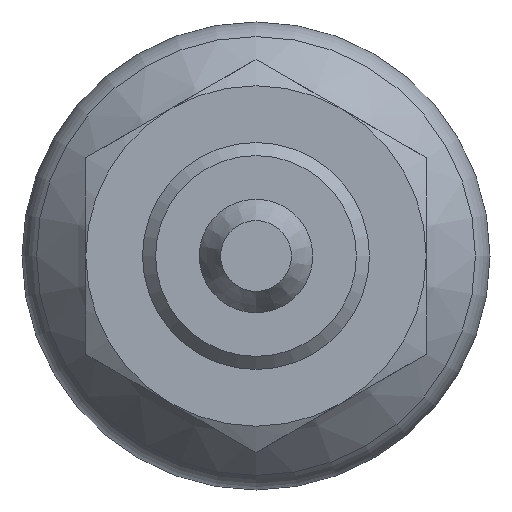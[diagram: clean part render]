
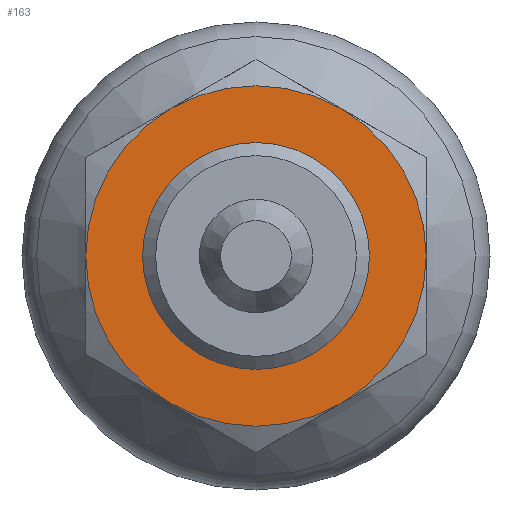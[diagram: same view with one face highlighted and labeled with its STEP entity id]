
A CAD part, front view. The second image highlights one B-rep face of the part: STEP entity #163.
In plain terms, the highlighted planar face has unit normal (0, -1, 0).
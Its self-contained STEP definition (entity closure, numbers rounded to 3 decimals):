
#163 = ADVANCED_FACE( '', ( #337, #338 ), #339, .F. );
#337 = FACE_BOUND( '', #507, .T. );
#338 = FACE_OUTER_BOUND( '', #508, .T. );
#339 = PLANE( '', #509 );
#507 = EDGE_LOOP( '', ( #874 ) );
#508 = EDGE_LOOP( '', ( #875, #876, #877, #878, #879, #880 ) );
#509 = AXIS2_PLACEMENT_3D( '', #881, #882, #883 );
#874 = ORIENTED_EDGE( '', *, *, #1046, .F. );
#875 = ORIENTED_EDGE( '', *, *, #1020, .T. );
#876 = ORIENTED_EDGE( '', *, *, #940, .T. );
#877 = ORIENTED_EDGE( '', *, *, #1025, .T. );
#878 = ORIENTED_EDGE( '', *, *, #971, .T. );
#879 = ORIENTED_EDGE( '', *, *, #934, .T. );
#880 = ORIENTED_EDGE( '', *, *, #1041, .T. );
#881 = CARTESIAN_POINT( '', ( 12., -22., 0. ) );
#882 = DIRECTION( '', ( 0., 1., 0. ) );
#883 = DIRECTION( '', ( 0., 0., 1. ) );
#934 = EDGE_CURVE( '', #1098, #1095, #1099, .T. );
#940 = EDGE_CURVE( '', #1058, #1105, #1107, .T. );
#971 = EDGE_CURVE( '', #1154, #1098, #1155, .T. );
#1020 = EDGE_CURVE( '', #1222, #1058, #1224, .T. );
#1025 = EDGE_CURVE( '', #1105, #1154, #1229, .T. );
#1041 = EDGE_CURVE( '', #1095, #1222, #1245, .T. );
#1046 = EDGE_CURVE( '', #1250, #1250, #1251, .F. );
#1058 = VERTEX_POINT( '', #1276 );
#1095 = VERTEX_POINT( '', #1333 );
#1098 = VERTEX_POINT( '', #1343 );
#1099 = CIRCLE( '', #1344, 12. );
#1105 = VERTEX_POINT( '', #1355 );
#1107 = CIRCLE( '', #1364, 12. );
#1154 = VERTEX_POINT( '', #1440 );
#1155 = CIRCLE( '', #1441, 12. );
#1222 = VERTEX_POINT( '', #1574 );
#1224 = CIRCLE( '', #1581, 12. );
#1229 = CIRCLE( '', #1593, 12. );
#1245 = CIRCLE( '', #1632, 12. );
#1250 = VERTEX_POINT( '', #1637 );
#1251 = CIRCLE( '', #1638, 8. );
#1276 = CARTESIAN_POINT( '', ( 12., -22., 0. ) );
#1333 = CARTESIAN_POINT( '', ( -6., -22., -10.392 ) );
#1343 = CARTESIAN_POINT( '', ( -12., -22., 0. ) );
#1344 = AXIS2_PLACEMENT_3D( '', #1676, #1677, #1678 );
#1355 = CARTESIAN_POINT( '', ( 6., -22., 10.392 ) );
#1364 = AXIS2_PLACEMENT_3D( '', #1682, #1683, #1684 );
#1440 = CARTESIAN_POINT( '', ( -6., -22., 10.392 ) );
#1441 = AXIS2_PLACEMENT_3D( '', #1715, #1716, #1717 );
#1574 = CARTESIAN_POINT( '', ( 6., -22., -10.392 ) );
#1581 = AXIS2_PLACEMENT_3D( '', #1770, #1771, #1772 );
#1593 = AXIS2_PLACEMENT_3D( '', #1776, #1777, #1778 );
#1632 = AXIS2_PLACEMENT_3D( '', #1782, #1783, #1784 );
#1637 = CARTESIAN_POINT( '', ( 0., -22., 8. ) );
#1638 = AXIS2_PLACEMENT_3D( '', #1785, #1786, #1787 );
#1676 = CARTESIAN_POINT( '', ( 0., -22., 0. ) );
#1677 = DIRECTION( '', ( 0., -1., 0. ) );
#1678 = DIRECTION( '', ( 0., 0., -1. ) );
#1682 = CARTESIAN_POINT( '', ( 0., -22., 0. ) );
#1683 = DIRECTION( '', ( 0., -1., 0. ) );
#1684 = DIRECTION( '', ( 0., 0., -1. ) );
#1715 = CARTESIAN_POINT( '', ( 0., -22., 0. ) );
#1716 = DIRECTION( '', ( 0., -1., 0. ) );
#1717 = DIRECTION( '', ( 0., 0., -1. ) );
#1770 = CARTESIAN_POINT( '', ( 0., -22., 0. ) );
#1771 = DIRECTION( '', ( 0., -1., 0. ) );
#1772 = DIRECTION( '', ( 0., 0., -1. ) );
#1776 = CARTESIAN_POINT( '', ( 0., -22., 0. ) );
#1777 = DIRECTION( '', ( 0., -1., 0. ) );
#1778 = DIRECTION( '', ( 0., 0., -1. ) );
#1782 = CARTESIAN_POINT( '', ( 0., -22., 0. ) );
#1783 = DIRECTION( '', ( 0., -1., 0. ) );
#1784 = DIRECTION( '', ( 0., 0., -1. ) );
#1785 = CARTESIAN_POINT( '', ( 0., -22., 0. ) );
#1786 = DIRECTION( '', ( 0., 1., 0. ) );
#1787 = DIRECTION( '', ( 0., 0., 1. ) );
